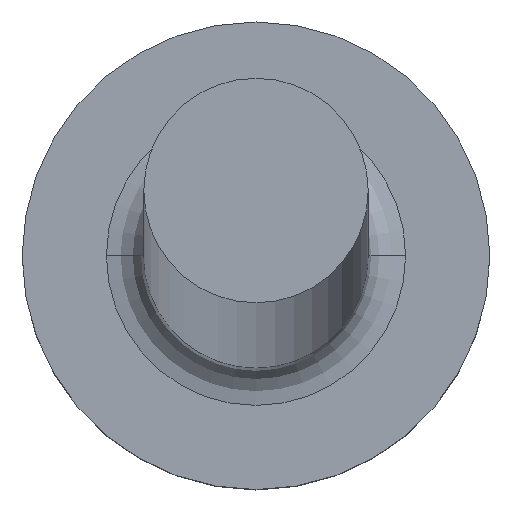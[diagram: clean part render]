
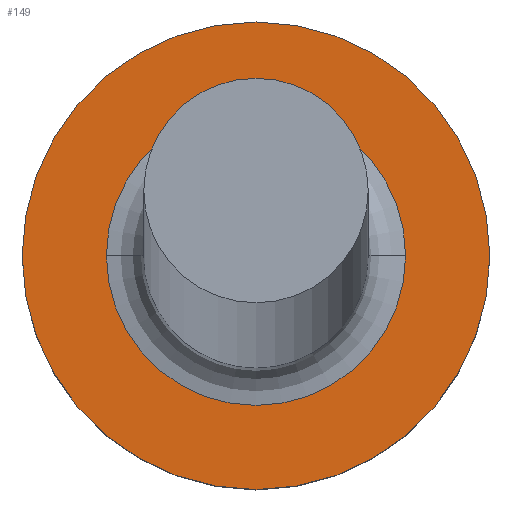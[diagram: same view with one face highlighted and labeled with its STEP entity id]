
A CAD part, top view. The second image highlights one B-rep face of the part: STEP entity #149.
In plain terms, the highlighted planar face has unit normal (0, 0, 1).
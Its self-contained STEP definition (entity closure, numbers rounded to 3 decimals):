
#6 = PLANE ( 'NONE',  #304 ) ;
#9 = DIRECTION ( 'NONE',  ( 0., 0., 1. ) ) ;
#37 = VERTEX_POINT ( 'NONE', #272 ) ;
#39 = EDGE_LOOP ( 'NONE', ( #123, #172 ) ) ;
#40 = DIRECTION ( 'NONE',  ( 0., 0., -1. ) ) ;
#41 = ORIENTED_EDGE ( 'NONE', *, *, #294, .T. ) ;
#48 = DIRECTION ( 'NONE',  ( 1., 0., 0. ) ) ;
#49 = EDGE_CURVE ( 'NONE', #289, #37, #207, .T. ) ;
#53 = CARTESIAN_POINT ( 'NONE',  ( 0., 0., 1.2 ) ) ;
#60 = CARTESIAN_POINT ( 'NONE',  ( 0., 0., 1.2 ) ) ;
#65 = CARTESIAN_POINT ( 'NONE',  ( 0.8, 0., 1.2 ) ) ;
#69 = CIRCLE ( 'NONE', #217, 0.8 ) ;
#73 = EDGE_LOOP ( 'NONE', ( #148, #41 ) ) ;
#83 = EDGE_CURVE ( 'NONE', #37, #289, #69, .T. ) ;
#104 = CIRCLE ( 'NONE', #111, 1.25 ) ;
#108 = AXIS2_PLACEMENT_3D ( 'NONE', #60, #40, #206 ) ;
#111 = AXIS2_PLACEMENT_3D ( 'NONE', #280, #9, #117 ) ;
#116 = AXIS2_PLACEMENT_3D ( 'NONE', #53, #173, #218 ) ;
#117 = DIRECTION ( 'NONE',  ( 1., 0., 0. ) ) ;
#123 = ORIENTED_EDGE ( 'NONE', *, *, #49, .T. ) ;
#132 = VERTEX_POINT ( 'NONE', #274 ) ;
#140 = CARTESIAN_POINT ( 'NONE',  ( 0., 0., 1.2 ) ) ;
#148 = ORIENTED_EDGE ( 'NONE', *, *, #267, .T. ) ;
#149 = ADVANCED_FACE ( 'NONE', ( #306, #256 ), #6, .T. ) ;
#163 = CIRCLE ( 'NONE', #116, 1.25 ) ;
#165 = CARTESIAN_POINT ( 'NONE',  ( -1.25, 0., 1.2 ) ) ;
#172 = ORIENTED_EDGE ( 'NONE', *, *, #83, .T. ) ;
#173 = DIRECTION ( 'NONE',  ( 0., 0., 1. ) ) ;
#204 = DIRECTION ( 'NONE',  ( 1., 0., 0. ) ) ;
#206 = DIRECTION ( 'NONE',  ( 1., 0., 0. ) ) ;
#207 = CIRCLE ( 'NONE', #108, 0.8 ) ;
#217 = AXIS2_PLACEMENT_3D ( 'NONE', #227, #231, #204 ) ;
#218 = DIRECTION ( 'NONE',  ( 1., 0., 0. ) ) ;
#227 = CARTESIAN_POINT ( 'NONE',  ( 0., 0., 1.2 ) ) ;
#231 = DIRECTION ( 'NONE',  ( 0., 0., -1. ) ) ;
#256 = FACE_OUTER_BOUND ( 'NONE', #73, .T. ) ;
#260 = DIRECTION ( 'NONE',  ( 0., 0., 1. ) ) ;
#265 = VERTEX_POINT ( 'NONE', #165 ) ;
#267 = EDGE_CURVE ( 'NONE', #265, #132, #104, .T. ) ;
#272 = CARTESIAN_POINT ( 'NONE',  ( -0.8, 0., 1.2 ) ) ;
#274 = CARTESIAN_POINT ( 'NONE',  ( 1.25, 0., 1.2 ) ) ;
#280 = CARTESIAN_POINT ( 'NONE',  ( 0., 0., 1.2 ) ) ;
#289 = VERTEX_POINT ( 'NONE', #65 ) ;
#294 = EDGE_CURVE ( 'NONE', #132, #265, #163, .T. ) ;
#304 = AXIS2_PLACEMENT_3D ( 'NONE', #140, #260, #48 ) ;
#306 = FACE_BOUND ( 'NONE', #39, .T. ) ;
